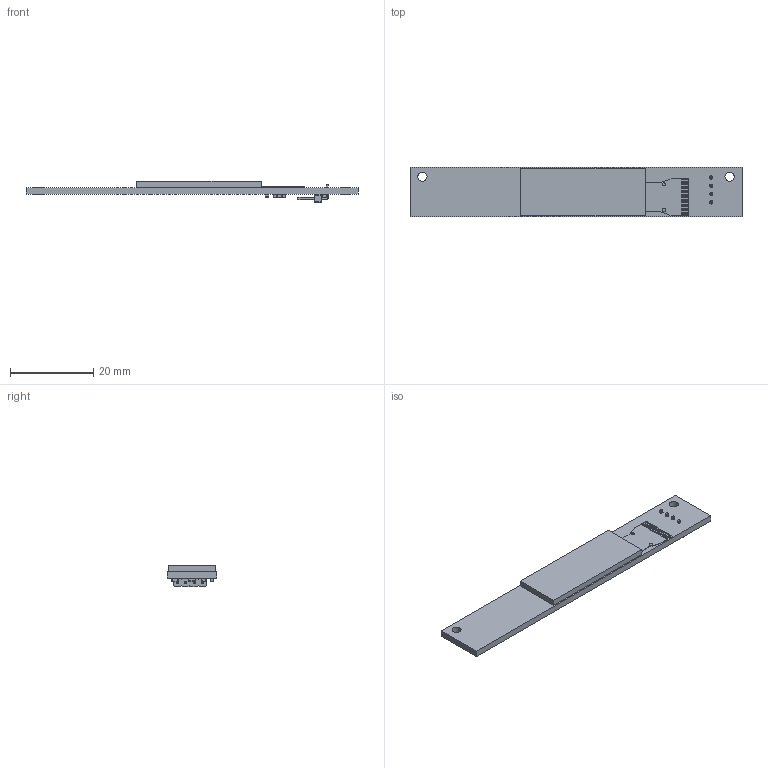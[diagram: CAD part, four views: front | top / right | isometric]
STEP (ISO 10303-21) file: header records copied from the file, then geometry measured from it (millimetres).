
FILE_DESCRIPTION(('KiCad electronic assembly'),'2;1');
FILE_NAME('reform2-oled.step','2019-11-08T13:40:11',('An Author'),( 'A Company'),'Open CASCADE STEP processor 6.9', 'KiCad to STEP converter','Unknown');
FILE_SCHEMA(('AUTOMOTIVE_DESIGN { 1 0 10303 214 1 1 1 1 }'));
Length unit declared in the file: millimetre
Products named in the file (10): Open CASCADE STEP translator 6.9 1; SSD1306_OLED-0.91-128x32; COMPOUND; R_0603_1608Metric; SOLID; PinHeader_1x04_P2.00mm_Horizontal; C_0603_1608Metric
Assembly tree (14 placements, depth 3):
  Open CASCADE STEP translator 6.9 1
    SSD1306_OLED-0.91-128x32
      COMPOUND
    R_0603_1608Metric
      SOLID
    PinHeader_1x04_P2.00mm_Horizontal
      SOLID
    C_0603_1608Metric  x6
      SOLID
    COMPOUND
Bounding box: 80 x 12 x 5.15 mm (x, y, z)
Volume: 2067.8 mm3; surface area: 3406.2 mm2
Topology: 25 solids, 25 shells, 426 faces, 1032 edges, 676 vertices
Faces by surface type: plane 328, cylinder 98
Full cylindrical faces by diameter (mm): 0.8 x6, 2.2 x2
Entity records: 18898 total; most frequent: CARTESIAN_POINT 3391, DIRECTION 2634, LINE 1846, VECTOR 1846, ORIENTED_EDGE 1344, PCURVE 1344, DEFINITIONAL_REPRESENTATION 1344, EDGE_CURVE 672
